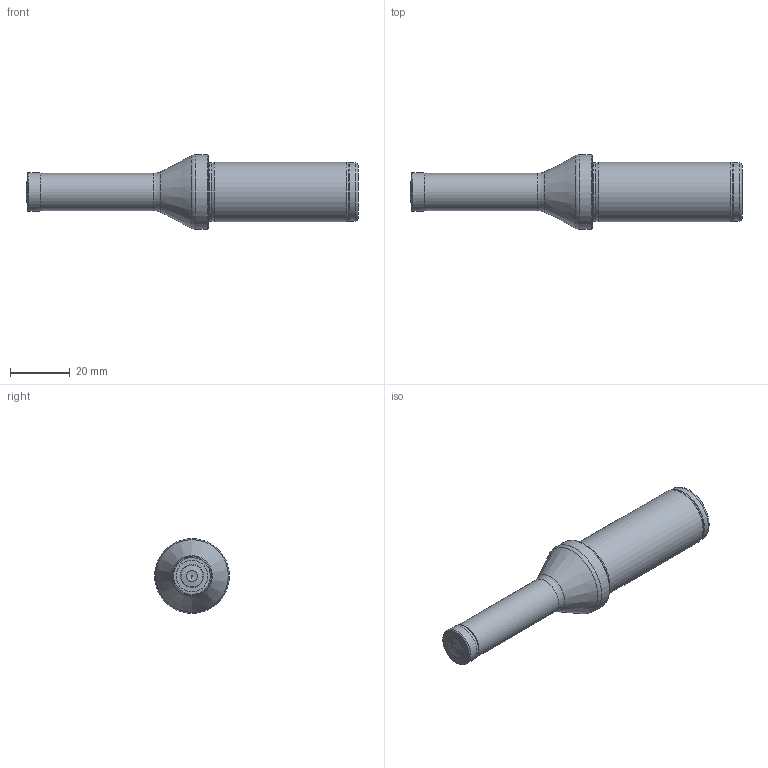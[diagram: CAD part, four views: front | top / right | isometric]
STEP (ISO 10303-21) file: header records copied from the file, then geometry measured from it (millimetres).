
FILE_DESCRIPTION(/* description */ (''),/* implementation_level */ '2;1');
FILE_NAME(/* name */ 'ATUM-13XD3-KDR-0402-light.stp',/* time_stamp */ '2023-10-24T06:24:59+03:00',/* author */ (''),/* organization */ (''),/* preprocessor_version */ 'ST-DEVELOPER v19.4',/* originating_system */ 'SIEMENS PLM Software NX2306.3001',/* authorisation */ '');
FILE_SCHEMA (('AUTOMOTIVE_DESIGN { 1 0 10303 214 3 1 1 1 }'));
Length unit declared in the file: millimetre
Products named in the file (1): ATUM 12.5XD3 KDR 0402-LIGHT
Bounding box: 111 x 25 x 25 mm (x, y, z)
Volume: 27305.9 mm3; surface area: 7007.9 mm2
Topology: 2 solids, 3 shells, 34 faces, 67 edges, 40 vertices
Faces by surface type: revolution 9, torus 8, plane 7, cylinder 5, cone 5
Full cylindrical faces by diameter (mm): 12.4 x1, 19.5 x2, 20 x1, 25 x1
Entity records: 720 total; most frequent: DIRECTION 129, CARTESIAN_POINT 124, EDGE_LOOP 62, ORIENTED_EDGE 62, AXIS2_PLACEMENT_3D 57, FACE_BOUND 56, ADVANCED_FACE 34, VERTEX_POINT 31
